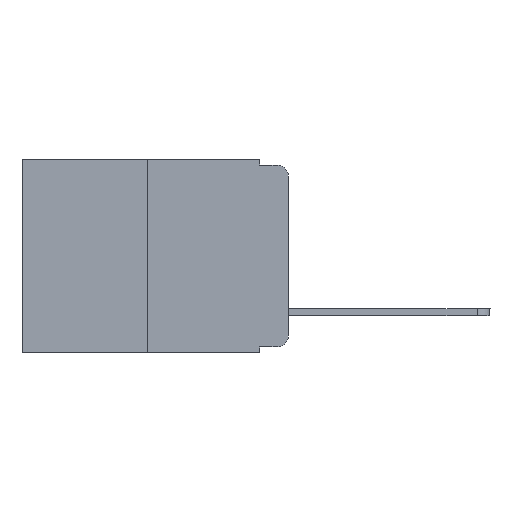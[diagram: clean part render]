
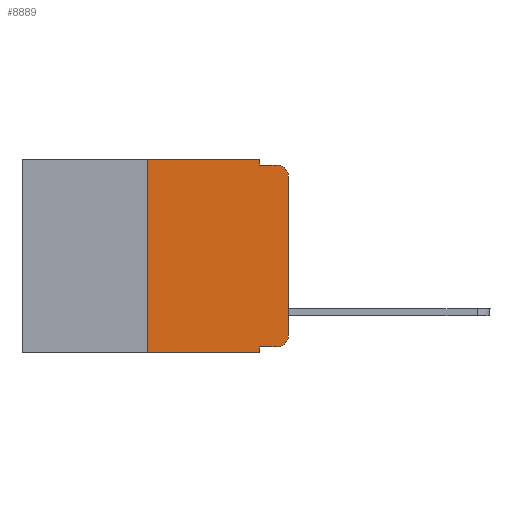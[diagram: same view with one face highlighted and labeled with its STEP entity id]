
A CAD part, left-side view. The second image highlights one B-rep face of the part: STEP entity #8889.
In plain terms, the highlighted planar face has unit normal (-1, 0, 0).
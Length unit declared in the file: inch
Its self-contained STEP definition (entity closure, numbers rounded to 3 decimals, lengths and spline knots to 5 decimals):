
#363 = ORIENTED_EDGE ( 'NONE', *, *, #4430, .T. ) ;
#528 = DIRECTION ( 'NONE',  ( 0., 0., -1. ) ) ;
#801 = VERTEX_POINT ( 'NONE', #4632 ) ;
#962 = ORIENTED_EDGE ( 'NONE', *, *, #8800, .F. ) ;
#1329 = VERTEX_POINT ( 'NONE', #8830 ) ;
#1360 = VECTOR ( 'NONE', #8997, 39.37008 ) ;
#1515 = DIRECTION ( 'NONE',  ( -1., 0., 0. ) ) ;
#1887 = ORIENTED_EDGE ( 'NONE', *, *, #3632, .F. ) ;
#1959 = CARTESIAN_POINT ( 'NONE',  ( 0., 0., -0.03 ) ) ;
#2157 = ORIENTED_EDGE ( 'NONE', *, *, #3038, .F. ) ;
#2195 = LINE ( 'NONE', #6034, #1360 ) ;
#2291 = VECTOR ( 'NONE', #528, 39.37008 ) ;
#2799 = LINE ( 'NONE', #7521, #12406 ) ;
#2943 = VERTEX_POINT ( 'NONE', #9571 ) ;
#3015 = AXIS2_PLACEMENT_3D ( 'NONE', #4652, #3893, #7736 ) ;
#3038 = EDGE_CURVE ( 'NONE', #5214, #10600, #9123, .T. ) ;
#3107 = CARTESIAN_POINT ( 'NONE',  ( 0., 0.02, -0.01 ) ) ;
#3416 = CARTESIAN_POINT ( 'NONE',  ( 0., 0.051, -0.01 ) ) ;
#3584 = LINE ( 'NONE', #3416, #10024 ) ;
#3632 = EDGE_CURVE ( 'NONE', #3826, #1329, #5384, .T. ) ;
#3826 = VERTEX_POINT ( 'NONE', #4685 ) ;
#3893 = DIRECTION ( 'NONE',  ( -1., 0., 0. ) ) ;
#4042 = DIRECTION ( 'NONE',  ( 1., 0., 0. ) ) ;
#4106 = CARTESIAN_POINT ( 'NONE',  ( 0., 0.25, -0.343 ) ) ;
#4142 = CARTESIAN_POINT ( 'NONE',  ( 0., 0.25, 0. ) ) ;
#4162 = ORIENTED_EDGE ( 'NONE', *, *, #10830, .T. ) ;
#4195 = AXIS2_PLACEMENT_3D ( 'NONE', #10154, #1515, #4525 ) ;
#4430 = EDGE_CURVE ( 'NONE', #5214, #1329, #7004, .T. ) ;
#4525 = DIRECTION ( 'NONE',  ( 0., 0., -1. ) ) ;
#4632 = CARTESIAN_POINT ( 'NONE',  ( 0., 0.02, -0.333 ) ) ;
#4652 = CARTESIAN_POINT ( 'NONE',  ( 0., 0.02, -0.03 ) ) ;
#4656 = EDGE_CURVE ( 'NONE', #10600, #10208, #2799, .T. ) ;
#4685 = CARTESIAN_POINT ( 'NONE',  ( 0., 0.051, -0.333 ) ) ;
#4742 = CARTESIAN_POINT ( 'NONE',  ( 0., 0., 0. ) ) ;
#4828 = ORIENTED_EDGE ( 'NONE', *, *, #7321, .T. ) ;
#5035 = VERTEX_POINT ( 'NONE', #12326 ) ;
#5214 = VERTEX_POINT ( 'NONE', #4106 ) ;
#5248 = DIRECTION ( 'NONE',  ( 0., 0., -1. ) ) ;
#5384 = LINE ( 'NONE', #7457, #2291 ) ;
#5426 = DIRECTION ( 'NONE',  ( 0., -1., 0. ) ) ;
#5697 = DIRECTION ( 'NONE',  ( 0., -1., 0. ) ) ;
#6002 = CIRCLE ( 'NONE', #4195, 0.02 ) ;
#6034 = CARTESIAN_POINT ( 'NONE',  ( 0., 0.051, -0.333 ) ) ;
#6093 = DIRECTION ( 'NONE',  ( 0., 0., 1. ) ) ;
#6254 = PLANE ( 'NONE',  #7685 ) ;
#6556 = EDGE_CURVE ( 'NONE', #2943, #12275, #3584, .T. ) ;
#6955 = DIRECTION ( 'NONE',  ( 0., 0., -1. ) ) ;
#7004 = LINE ( 'NONE', #9022, #10366 ) ;
#7321 = EDGE_CURVE ( 'NONE', #3826, #801, #2195, .T. ) ;
#7457 = CARTESIAN_POINT ( 'NONE',  ( 0., 0.051, 0. ) ) ;
#7521 = CARTESIAN_POINT ( 'NONE',  ( 0., 0.473, 0. ) ) ;
#7630 = VECTOR ( 'NONE', #5248, 39.37008 ) ;
#7685 = AXIS2_PLACEMENT_3D ( 'NONE', #9153, #4042, #6955 ) ;
#7736 = DIRECTION ( 'NONE',  ( 0., 0., -1. ) ) ;
#7956 = LINE ( 'NONE', #8975, #7630 ) ;
#8012 = ORIENTED_EDGE ( 'NONE', *, *, #8370, .T. ) ;
#8370 = EDGE_CURVE ( 'NONE', #801, #5035, #6002, .T. ) ;
#8437 = CIRCLE ( 'NONE', #3015, 0.02 ) ;
#8800 = EDGE_CURVE ( 'NONE', #10208, #2943, #7956, .T. ) ;
#8830 = CARTESIAN_POINT ( 'NONE',  ( 0., 0.051, -0.343 ) ) ;
#8889 = ADVANCED_FACE ( 'NONE', ( #10936 ), #6254, .F. ) ;
#8975 = CARTESIAN_POINT ( 'NONE',  ( 0., 0.051, 0. ) ) ;
#8997 = DIRECTION ( 'NONE',  ( 0., -1., 0. ) ) ;
#9022 = CARTESIAN_POINT ( 'NONE',  ( 0., 0.473, -0.343 ) ) ;
#9095 = VERTEX_POINT ( 'NONE', #1959 ) ;
#9123 = LINE ( 'NONE', #4142, #12351 ) ;
#9153 = CARTESIAN_POINT ( 'NONE',  ( 0., 0.473, 0. ) ) ;
#9289 = LINE ( 'NONE', #4742, #11508 ) ;
#9512 = EDGE_LOOP ( 'NONE', ( #11153, #4162, #10581, #962, #9998, #2157, #363, #1887, #4828, #8012 ) ) ;
#9571 = CARTESIAN_POINT ( 'NONE',  ( 0., 0.051, -0.01 ) ) ;
#9789 = CARTESIAN_POINT ( 'NONE',  ( 0., 0.25, 0. ) ) ;
#9998 = ORIENTED_EDGE ( 'NONE', *, *, #4656, .F. ) ;
#10024 = VECTOR ( 'NONE', #5426, 39.37008 ) ;
#10154 = CARTESIAN_POINT ( 'NONE',  ( 0., 0.02, -0.313 ) ) ;
#10208 = VERTEX_POINT ( 'NONE', #11666 ) ;
#10366 = VECTOR ( 'NONE', #11826, 39.37008 ) ;
#10494 = DIRECTION ( 'NONE',  ( 0., 0., 1. ) ) ;
#10581 = ORIENTED_EDGE ( 'NONE', *, *, #6556, .F. ) ;
#10600 = VERTEX_POINT ( 'NONE', #9789 ) ;
#10830 = EDGE_CURVE ( 'NONE', #9095, #12275, #8437, .T. ) ;
#10936 = FACE_OUTER_BOUND ( 'NONE', #9512, .T. ) ;
#11153 = ORIENTED_EDGE ( 'NONE', *, *, #11614, .T. ) ;
#11508 = VECTOR ( 'NONE', #10494, 39.37008 ) ;
#11614 = EDGE_CURVE ( 'NONE', #5035, #9095, #9289, .T. ) ;
#11666 = CARTESIAN_POINT ( 'NONE',  ( 0., 0.051, 0. ) ) ;
#11826 = DIRECTION ( 'NONE',  ( 0., -1., 0. ) ) ;
#12275 = VERTEX_POINT ( 'NONE', #3107 ) ;
#12326 = CARTESIAN_POINT ( 'NONE',  ( 0., 0., -0.313 ) ) ;
#12351 = VECTOR ( 'NONE', #6093, 39.37008 ) ;
#12406 = VECTOR ( 'NONE', #5697, 39.37008 ) ;
